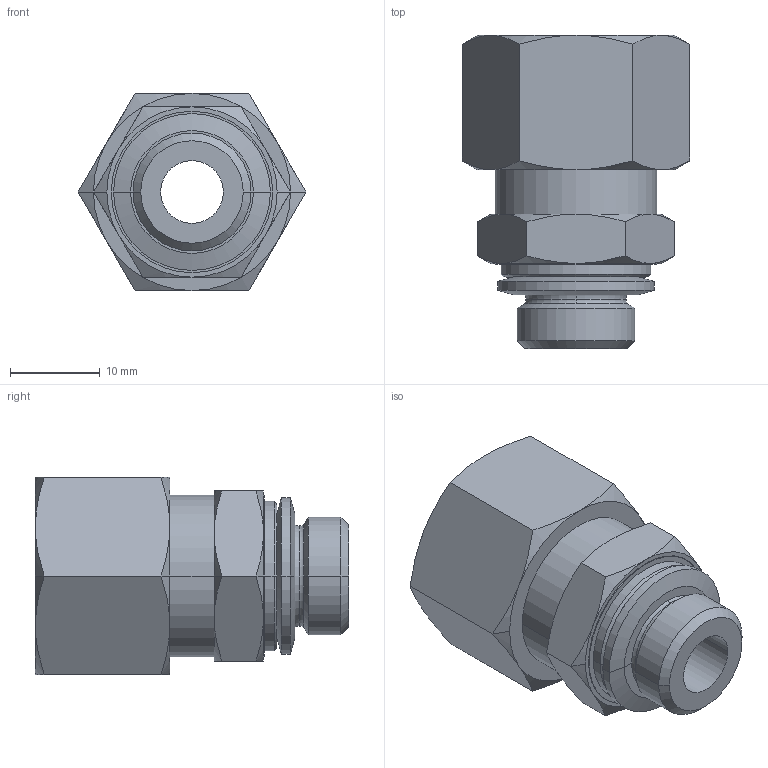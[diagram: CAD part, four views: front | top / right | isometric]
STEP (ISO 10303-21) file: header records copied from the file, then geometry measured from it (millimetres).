
FILE_DESCRIPTION(('STEP AP214'),'1');
FILE_NAME('0101_12_13_39.stp','2016-07-07T14:58:29',('TraceParts'),('TraceParts S.A.'),'Spatial InterOp 3D',' ',' ');
FILE_SCHEMA(('automotive_design'));
Length unit declared in the file: millimetre
Products named in the file (1): 1
Bounding box: 25.4 x 34.96 x 22 mm (x, y, z)
Volume: 8213.6 mm3; surface area: 4204.7 mm2
Topology: 1 solids, 1 shells, 82 faces, 176 edges, 102 vertices
Faces by surface type: cone 44, plane 20, cylinder 14, torus 4
Entity records: 2261 total; most frequent: CARTESIAN_POINT 553, DIRECTION 376, ORIENTED_EDGE 352, EDGE_CURVE 176, AXIS2_PLACEMENT_3D 165, VERTEX_POINT 102, EDGE_LOOP 90, ADVANCED_FACE 82
